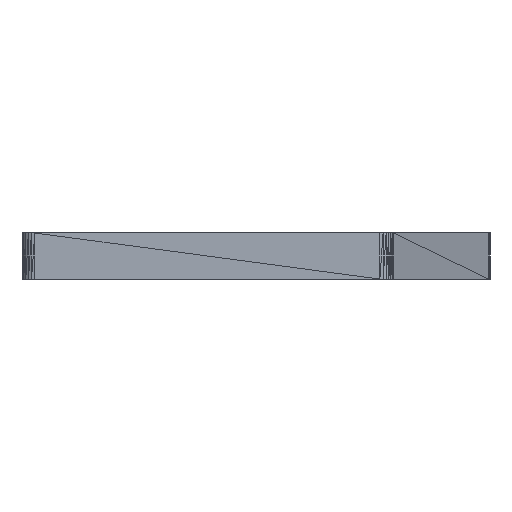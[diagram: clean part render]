
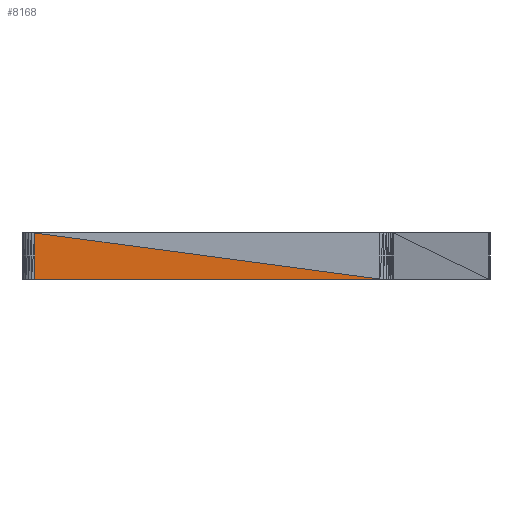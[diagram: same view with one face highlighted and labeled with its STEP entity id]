
A CAD part, left-side view. The second image highlights one B-rep face of the part: STEP entity #8168.
In plain terms, the highlighted planar face has unit normal (-1, 0, 0).
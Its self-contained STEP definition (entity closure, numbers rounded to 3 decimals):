
#8150 = VERTEX_POINT('',#8151);
#8151 = CARTESIAN_POINT('',(5.85,179.289,
    18.));
#8168 = ADVANCED_FACE('',(#8169),#8193,.T.);
#8169 = FACE_BOUND('',#8170,.T.);
#8170 = EDGE_LOOP('',(#8171,#8179,#8187));
#8171 = ORIENTED_EDGE('',*,*,#8172,.T.);
#8172 = EDGE_CURVE('',#8150,#8173,#8175,.T.);
#8173 = VERTEX_POINT('',#8174);
#8174 = CARTESIAN_POINT('',(5.85,179.289,
    0.));
#8175 = LINE('',#8176,#8177);
#8176 = CARTESIAN_POINT('',(5.85,179.289,
    18.));
#8177 = VECTOR('',#8178,1.);
#8178 = DIRECTION('',(0.,0.,-1.));
#8179 = ORIENTED_EDGE('',*,*,#8180,.T.);
#8180 = EDGE_CURVE('',#8173,#8181,#8183,.T.);
#8181 = VERTEX_POINT('',#8182);
#8182 = CARTESIAN_POINT('',(5.851,44.564,
    0.));
#8183 = LINE('',#8184,#8185);
#8184 = CARTESIAN_POINT('',(5.85,179.289,
    0.));
#8185 = VECTOR('',#8186,1.);
#8186 = DIRECTION('',(0.,-1.,0.));
#8187 = ORIENTED_EDGE('',*,*,#8188,.T.);
#8188 = EDGE_CURVE('',#8181,#8150,#8189,.T.);
#8189 = LINE('',#8190,#8191);
#8190 = CARTESIAN_POINT('',(5.851,44.564,
    0.));
#8191 = VECTOR('',#8192,1.);
#8192 = DIRECTION('',(0.,0.991,0.132)
  );
#8193 = PLANE('',#8194);
#8194 = AXIS2_PLACEMENT_3D('',#8195,#8196,#8197);
#8195 = CARTESIAN_POINT('',(5.851,116.127,
    4.799));
#8196 = DIRECTION('',(-1.,0.,
    0.));
#8197 = DIRECTION('',(0.,-1.,
    0.));
